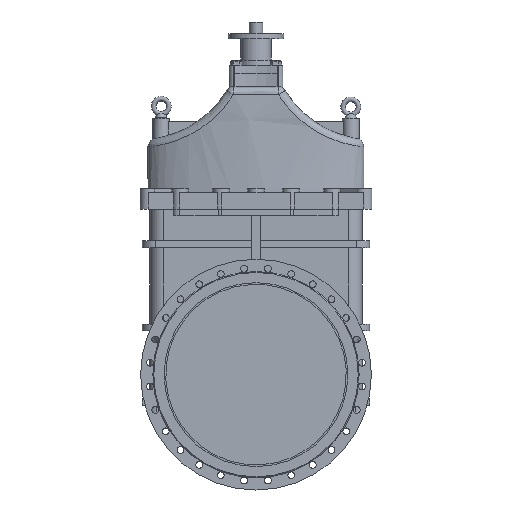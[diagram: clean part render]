
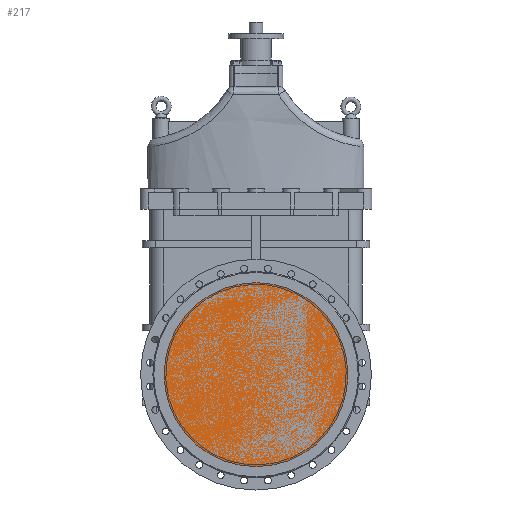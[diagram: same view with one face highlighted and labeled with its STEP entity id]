
A CAD part, left-side view. The second image highlights one B-rep face of the part: STEP entity #217.
In plain terms, the highlighted planar face has unit normal (-1, 0, 0).
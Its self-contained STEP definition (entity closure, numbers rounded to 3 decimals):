
#217=ADVANCED_FACE('',(#37540),#37542,.F.);
#37540=FACE_BOUND('',#37541,.T.);
#37541=EDGE_LOOP('',(#77740));
#37542=PLANE('',#37543);
#37543=AXIS2_PLACEMENT_3D('',#37544,#37545,#37546);
#37544=CARTESIAN_POINT('',(152851.567,-14360.311,306.183));
#37545=DIRECTION('',(1.,0.,0.));
#37546=DIRECTION('',(0.,0.,-1.));
#77740=ORIENTED_EDGE('',*,*,#102075,.T.);
#102075=EDGE_CURVE('',#114244,#114244,#114245,.T.);
#114244=VERTEX_POINT('',#134580);
#114245=CIRCLE('',#134581,500.);
#134580=CARTESIAN_POINT('',(152851.567,-14860.311,306.183));
#134581=AXIS2_PLACEMENT_3D('',#134582,#134583,#134584);
#134582=CARTESIAN_POINT('',(152851.567,-14360.311,306.183));
#134583=DIRECTION('',(-1.,0.,0.));
#134584=DIRECTION('',(0.,-1.,0.));
